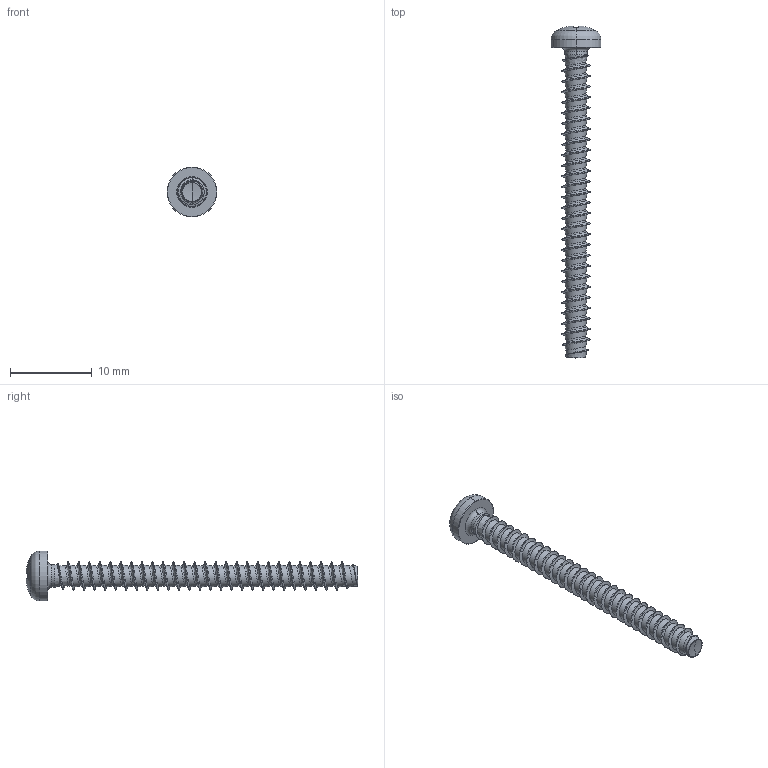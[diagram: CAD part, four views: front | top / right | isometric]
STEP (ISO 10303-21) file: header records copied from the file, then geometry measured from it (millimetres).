
FILE_DESCRIPTION (( 'STEP AP203' ), '1' );
FILE_NAME ('STP320350380.STEP', '2020-09-03T18:00:17', ( '' ), ( '' ), 'SwSTEP 2.0', 'SolidWorks 2015', '' );
FILE_SCHEMA (( 'CONFIG_CONTROL_DESIGN' ));
Length unit declared in the file: millimetre
Products named in the file (2): STP320350380
Bounding box: 6.1 x 40.65 x 6.1 mm (x, y, z)
Volume: 270.2 mm3; surface area: 593.9 mm2
Topology: 1 solids, 1 shells, 220 faces, 530 edges, 312 vertices
Faces by surface type: cylinder 83, bspline 51, torus 28, sphere 28, plane 22, cone 8
Entity records: 37749 total; most frequent: CARTESIAN_POINT 33077, ORIENTED_EDGE 1056, DIRECTION 833, EDGE_CURVE 528, AXIS2_PLACEMENT_3D 359, VERTEX_POINT 312, EDGE_LOOP 222, FACE_OUTER_BOUND 220
